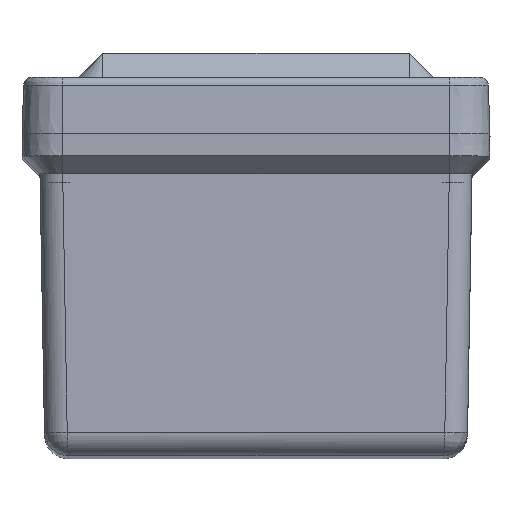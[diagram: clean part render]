
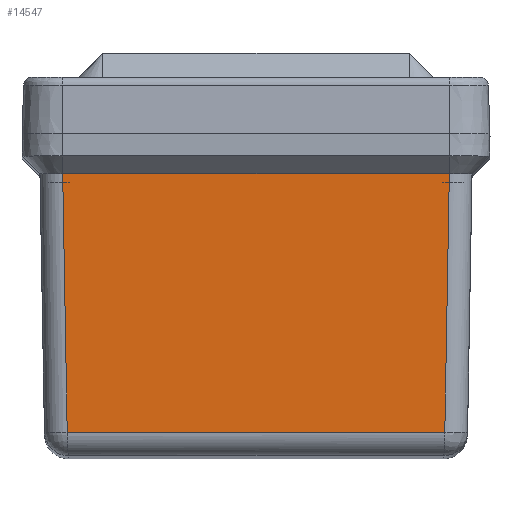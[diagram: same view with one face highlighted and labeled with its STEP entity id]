
A CAD part, top view. The second image highlights one B-rep face of the part: STEP entity #14547.
In plain terms, the highlighted planar face has unit normal (0, -0.018, 1).
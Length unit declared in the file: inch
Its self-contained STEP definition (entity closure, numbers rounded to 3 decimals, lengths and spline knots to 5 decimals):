
#291 = EDGE_CURVE ( 'NONE', #14509, #5764, #9790, .T. ) ;
#949 = VERTEX_POINT ( 'NONE', #17473 ) ;
#1082 = CARTESIAN_POINT ( 'NONE',  ( 1.46247, 0.18423, 6.71734 ) ) ;
#2975 = LINE ( 'NONE', #3427, #12617 ) ;
#2980 = VECTOR ( 'NONE', #5153, 39.37008 ) ;
#3427 = CARTESIAN_POINT ( 'NONE',  ( 0.75, 0.18423, 6.71734 ) ) ;
#3900 = EDGE_CURVE ( 'NONE', #22020, #949, #2975, .T. ) ;
#4064 = LINE ( 'NONE', #8631, #2980 ) ;
#5153 = DIRECTION ( 'NONE',  ( 0.017, 1., 0.017 ) ) ;
#5722 = DIRECTION ( 'NONE',  ( -1., 0., 0. ) ) ;
#5764 = VERTEX_POINT ( 'NONE', #13841 ) ;
#5860 = ORIENTED_EDGE ( 'NONE', *, *, #9933, .T. ) ;
#5963 = FACE_OUTER_BOUND ( 'NONE', #10902, .T. ) ;
#6409 = ORIENTED_EDGE ( 'NONE', *, *, #19135, .T. ) ;
#6417 = LINE ( 'NONE', #11266, #16547 ) ;
#8631 = CARTESIAN_POINT ( 'NONE',  ( 1.46247, 0.18423, 6.71734 ) ) ;
#8818 = DIRECTION ( 'NONE',  ( -1., 0., 0. ) ) ;
#9753 = DIRECTION ( 'NONE',  ( 0., -1., -0.017 ) ) ;
#9790 = LINE ( 'NONE', #16427, #18205 ) ;
#9933 = EDGE_CURVE ( 'NONE', #22020, #14509, #4064, .T. ) ;
#10902 = EDGE_LOOP ( 'NONE', ( #14330, #6409, #15018, #5860 ) ) ;
#11266 = CARTESIAN_POINT ( 'NONE',  ( -1.49742, 2.1863, 6.75229 ) ) ;
#12617 = VECTOR ( 'NONE', #8818, 39.37008 ) ;
#13721 = AXIS2_PLACEMENT_3D ( 'NONE', #19872, #14797, #9753 ) ;
#13841 = CARTESIAN_POINT ( 'NONE',  ( -1.49742, 2.1863, 6.75229 ) ) ;
#14330 = ORIENTED_EDGE ( 'NONE', *, *, #291, .T. ) ;
#14509 = VERTEX_POINT ( 'NONE', #16661 ) ;
#14547 = ADVANCED_FACE ( 'NONE', ( #5963 ), #14949, .T. ) ;
#14797 = DIRECTION ( 'NONE',  ( 0., -0.017, 1. ) ) ;
#14949 = PLANE ( 'NONE',  #13721 ) ;
#15018 = ORIENTED_EDGE ( 'NONE', *, *, #3900, .F. ) ;
#16427 = CARTESIAN_POINT ( 'NONE',  ( 1.5, 2.1863, 6.75229 ) ) ;
#16547 = VECTOR ( 'NONE', #18239, 39.37008 ) ;
#16661 = CARTESIAN_POINT ( 'NONE',  ( 1.49742, 2.1863, 6.75229 ) ) ;
#17473 = CARTESIAN_POINT ( 'NONE',  ( -1.46247, 0.18423, 6.71734 ) ) ;
#18205 = VECTOR ( 'NONE', #5722, 39.37008 ) ;
#18239 = DIRECTION ( 'NONE',  ( 0.017, -1., -0.017 ) ) ;
#19135 = EDGE_CURVE ( 'NONE', #5764, #949, #6417, .T. ) ;
#19872 = CARTESIAN_POINT ( 'NONE',  ( 1.5, 2.1863, 6.75229 ) ) ;
#22020 = VERTEX_POINT ( 'NONE', #1082 ) ;
